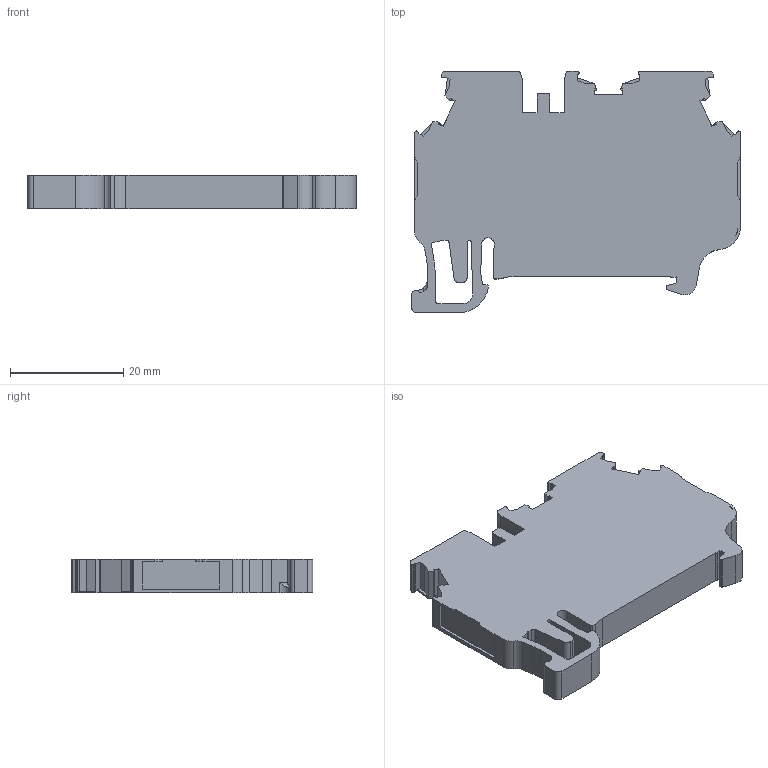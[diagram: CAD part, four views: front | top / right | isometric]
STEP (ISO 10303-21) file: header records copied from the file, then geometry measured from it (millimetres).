
FILE_DESCRIPTION (( 'STEP AP214' ), '1' );
FILE_NAME ('304390_AVK 4R_Grey.STP', '2014-01-16T13:59:38', ( 'arge' ), ( 'Microsoft' ), 'SwSTEP 2.0', 'SolidWorks 2013', '' );
FILE_SCHEMA (( 'AUTOMOTIVE_DESIGN' ));
Length unit declared in the file: millimetre
Products named in the file (1): 304390_AVK 4R_Grey
Bounding box: 58.05 x 42.65 x 6 mm (x, y, z)
Volume: 11049.6 mm3; surface area: 5635.5 mm2
Topology: 1 solids, 1 shells, 277 faces, 807 edges, 535 vertices
Faces by surface type: plane 173, cylinder 102, cone 2
Entity records: 11882 total; most frequent: CARTESIAN_POINT 1652, ORIENTED_EDGE 1614, DIRECTION 1570, EDGE_CURVE 807, VECTOR 588, LINE 588, VERTEX_POINT 535, AXIS2_PLACEMENT_3D 491
